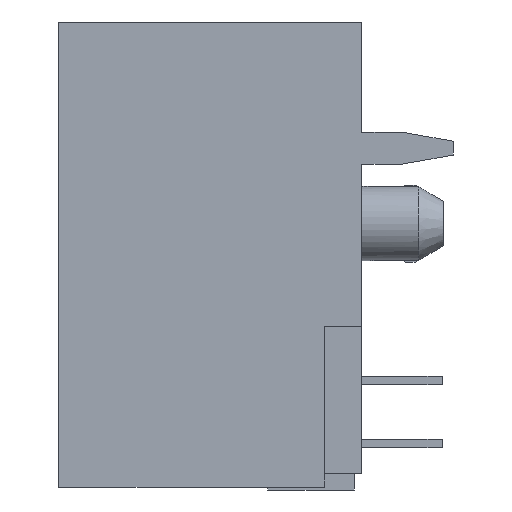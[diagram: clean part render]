
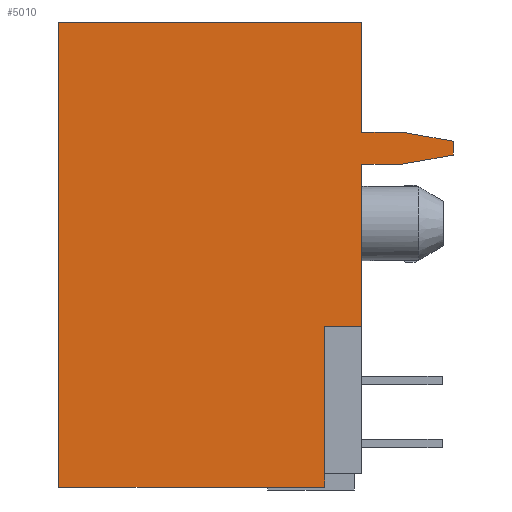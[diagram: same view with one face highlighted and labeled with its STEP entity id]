
A CAD part, left-side view. The second image highlights one B-rep face of the part: STEP entity #5010.
In plain terms, the highlighted planar face has unit normal (-1, 0, 0).
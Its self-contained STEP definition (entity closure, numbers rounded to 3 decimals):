
#14 = VERTEX_POINT ( 'NONE', #638 ) ;
#70 = LINE ( 'NONE', #5987, #4649 ) ;
#77 = CARTESIAN_POINT ( 'NONE',  ( -7.85, -7.975, -9.34 ) ) ;
#174 = CARTESIAN_POINT ( 'NONE',  ( -7.85, -4.275, 9.46 ) ) ;
#313 = PLANE ( 'NONE',  #951 ) ;
#531 = ORIENTED_EDGE ( 'NONE', *, *, #7736, .T. ) ;
#638 = CARTESIAN_POINT ( 'NONE',  ( -7.85, 7.975, 9.46 ) ) ;
#652 = CARTESIAN_POINT ( 'NONE',  ( -7.85, -7.975, 5.01 ) ) ;
#827 = EDGE_CURVE ( 'NONE', #7253, #3836, #4774, .T. ) ;
#852 = DIRECTION ( 'NONE',  ( 0., 0., 1. ) ) ;
#951 = AXIS2_PLACEMENT_3D ( 'NONE', #9763, #4633, #10639 ) ;
#964 = EDGE_CURVE ( 'NONE', #2240, #9820, #2363, .T. ) ;
#1052 = DIRECTION ( 'NONE',  ( 0., -1., 0. ) ) ;
#1130 = CARTESIAN_POINT ( 'NONE',  ( -7.85, -2.775, -9.34 ) ) ;
#1217 = VECTOR ( 'NONE', #9667, 1000. ) ;
#1282 = ORIENTED_EDGE ( 'NONE', *, *, #2615, .T. ) ;
#1291 = DIRECTION ( 'NONE',  ( 0., -1., 0. ) ) ;
#1370 = LINE ( 'NONE', #8185, #5658 ) ;
#1429 = LINE ( 'NONE', #174, #5717 ) ;
#1794 = ORIENTED_EDGE ( 'NONE', *, *, #964, .T. ) ;
#2021 = VECTOR ( 'NONE', #4333, 1000. ) ;
#2081 = EDGE_CURVE ( 'NONE', #6970, #3399, #4167, .T. ) ;
#2111 = VECTOR ( 'NONE', #8113, 1000. ) ;
#2240 = VERTEX_POINT ( 'NONE', #9485 ) ;
#2331 = CARTESIAN_POINT ( 'NONE',  ( -7.85, -4.275, -2.84 ) ) ;
#2363 = LINE ( 'NONE', #77, #6781 ) ;
#2601 = CARTESIAN_POINT ( 'NONE',  ( -7.85, -7.975, -2.84 ) ) ;
#2615 = EDGE_CURVE ( 'NONE', #4608, #8225, #10573, .T. ) ;
#2812 = CARTESIAN_POINT ( 'NONE',  ( -7.85, -4.275, -9.34 ) ) ;
#3112 = CARTESIAN_POINT ( 'NONE',  ( -7.85, -5.885, 3.71 ) ) ;
#3399 = VERTEX_POINT ( 'NONE', #5368 ) ;
#3804 = VECTOR ( 'NONE', #6431, 1000. ) ;
#3836 = VERTEX_POINT ( 'NONE', #6926 ) ;
#4167 = LINE ( 'NONE', #652, #10460 ) ;
#4222 = CARTESIAN_POINT ( 'NONE',  ( -7.85, -5.885, 3.71 ) ) ;
#4276 = LINE ( 'NONE', #2601, #2021 ) ;
#4333 = DIRECTION ( 'NONE',  ( 0., -1., 0. ) ) ;
#4421 = EDGE_CURVE ( 'NONE', #3399, #5298, #10302, .T. ) ;
#4576 = ORIENTED_EDGE ( 'NONE', *, *, #827, .T. ) ;
#4608 = VERTEX_POINT ( 'NONE', #2331 ) ;
#4633 = DIRECTION ( 'NONE',  ( -1., 0., 0. ) ) ;
#4649 = VECTOR ( 'NONE', #852, 1000. ) ;
#4691 = ORIENTED_EDGE ( 'NONE', *, *, #4421, .T. ) ;
#4762 = CARTESIAN_POINT ( 'NONE',  ( -7.85, -2.775, -2.84 ) ) ;
#4774 = LINE ( 'NONE', #4222, #9066 ) ;
#4844 = EDGE_CURVE ( 'NONE', #6895, #4608, #4276, .T. ) ;
#5010 = ADVANCED_FACE ( 'NONE', ( #7628 ), #313, .T. ) ;
#5298 = VERTEX_POINT ( 'NONE', #10083 ) ;
#5368 = CARTESIAN_POINT ( 'NONE',  ( -7.85, -4.275, 5.01 ) ) ;
#5438 = ORIENTED_EDGE ( 'NONE', *, *, #8950, .F. ) ;
#5558 = CARTESIAN_POINT ( 'NONE',  ( -7.85, 7.975, -9.34 ) ) ;
#5654 = ORIENTED_EDGE ( 'NONE', *, *, #6784, .T. ) ;
#5658 = VECTOR ( 'NONE', #9040, 1000. ) ;
#5717 = VECTOR ( 'NONE', #1052, 1000. ) ;
#5774 = VERTEX_POINT ( 'NONE', #10942 ) ;
#5775 = EDGE_LOOP ( 'NONE', ( #7109, #4691, #5438, #8884, #1794, #5654, #7581, #1282, #10856, #4576, #7004, #531 ) ) ;
#5798 = DIRECTION ( 'NONE',  ( 0., 1., 0. ) ) ;
#5987 = CARTESIAN_POINT ( 'NONE',  ( -7.85, -7.975, -9.34 ) ) ;
#6108 = VECTOR ( 'NONE', #1291, 1000. ) ;
#6395 = CARTESIAN_POINT ( 'NONE',  ( -7.85, -7.975, 3.71 ) ) ;
#6431 = DIRECTION ( 'NONE',  ( 0., 0., 1. ) ) ;
#6781 = VECTOR ( 'NONE', #10356, 1000. ) ;
#6784 = EDGE_CURVE ( 'NONE', #9820, #6895, #8930, .T. ) ;
#6807 = DIRECTION ( 'NONE',  ( 0., -0.985, 0.174 ) ) ;
#6811 = EDGE_CURVE ( 'NONE', #8225, #7253, #10950, .T. ) ;
#6895 = VERTEX_POINT ( 'NONE', #4762 ) ;
#6926 = CARTESIAN_POINT ( 'NONE',  ( -7.85, -7.975, 4.08 ) ) ;
#6970 = VERTEX_POINT ( 'NONE', #10303 ) ;
#7004 = ORIENTED_EDGE ( 'NONE', *, *, #8820, .T. ) ;
#7109 = ORIENTED_EDGE ( 'NONE', *, *, #2081, .T. ) ;
#7252 = CARTESIAN_POINT ( 'NONE',  ( -7.85, -2.775, -9.34 ) ) ;
#7253 = VERTEX_POINT ( 'NONE', #3112 ) ;
#7581 = ORIENTED_EDGE ( 'NONE', *, *, #4844, .T. ) ;
#7628 = FACE_OUTER_BOUND ( 'NONE', #5775, .T. ) ;
#7736 = EDGE_CURVE ( 'NONE', #5774, #6970, #1370, .T. ) ;
#7978 = CARTESIAN_POINT ( 'NONE',  ( -7.85, -4.275, 3.71 ) ) ;
#8029 = VECTOR ( 'NONE', #11075, 1000. ) ;
#8113 = DIRECTION ( 'NONE',  ( 0., 0., 1. ) ) ;
#8185 = CARTESIAN_POINT ( 'NONE',  ( -7.85, -7.975, 4.64 ) ) ;
#8225 = VERTEX_POINT ( 'NONE', #7978 ) ;
#8820 = EDGE_CURVE ( 'NONE', #3836, #5774, #70, .T. ) ;
#8884 = ORIENTED_EDGE ( 'NONE', *, *, #9095, .F. ) ;
#8930 = LINE ( 'NONE', #7252, #2111 ) ;
#8950 = EDGE_CURVE ( 'NONE', #14, #5298, #1429, .T. ) ;
#9040 = DIRECTION ( 'NONE',  ( 0., 0.985, 0.174 ) ) ;
#9066 = VECTOR ( 'NONE', #6807, 1000. ) ;
#9095 = EDGE_CURVE ( 'NONE', #2240, #14, #10642, .T. ) ;
#9485 = CARTESIAN_POINT ( 'NONE',  ( -7.85, 7.975, -9.34 ) ) ;
#9667 = DIRECTION ( 'NONE',  ( 0., 0., 1. ) ) ;
#9763 = CARTESIAN_POINT ( 'NONE',  ( -7.85, -7.975, -9.34 ) ) ;
#9820 = VERTEX_POINT ( 'NONE', #1130 ) ;
#10083 = CARTESIAN_POINT ( 'NONE',  ( -7.85, -4.275, 9.46 ) ) ;
#10185 = CARTESIAN_POINT ( 'NONE',  ( -7.85, -4.275, -9.34 ) ) ;
#10302 = LINE ( 'NONE', #2812, #1217 ) ;
#10303 = CARTESIAN_POINT ( 'NONE',  ( -7.85, -5.885, 5.01 ) ) ;
#10356 = DIRECTION ( 'NONE',  ( 0., -1., 0. ) ) ;
#10460 = VECTOR ( 'NONE', #5798, 1000. ) ;
#10573 = LINE ( 'NONE', #10185, #8029 ) ;
#10639 = DIRECTION ( 'NONE',  ( 0., 0., 1. ) ) ;
#10642 = LINE ( 'NONE', #5558, #3804 ) ;
#10856 = ORIENTED_EDGE ( 'NONE', *, *, #6811, .T. ) ;
#10942 = CARTESIAN_POINT ( 'NONE',  ( -7.85, -7.975, 4.64 ) ) ;
#10950 = LINE ( 'NONE', #6395, #6108 ) ;
#11075 = DIRECTION ( 'NONE',  ( 0., 0., 1. ) ) ;
